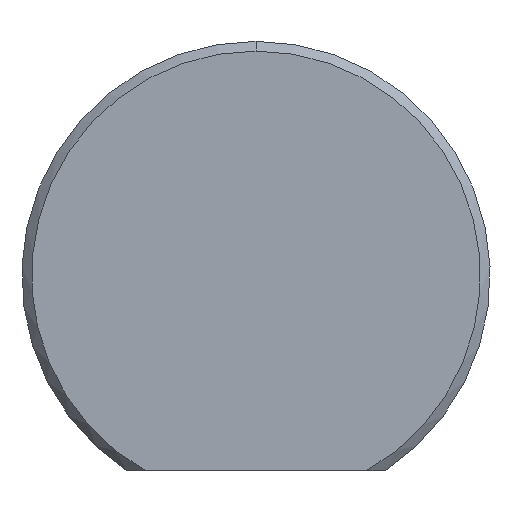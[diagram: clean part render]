
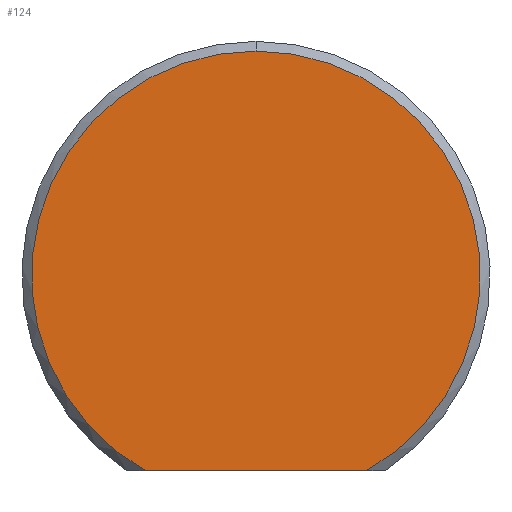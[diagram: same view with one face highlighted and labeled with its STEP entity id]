
A CAD part, front view. The second image highlights one B-rep face of the part: STEP entity #124.
In plain terms, the highlighted planar face has unit normal (0, -1, 0).
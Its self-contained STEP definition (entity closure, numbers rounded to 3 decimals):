
#10 = LINE ( 'NONE', #126, #246 ) ;
#17 = CARTESIAN_POINT ( 'NONE',  ( 0., 0., 0. ) ) ;
#22 = CARTESIAN_POINT ( 'NONE',  ( 0., 0., 0. ) ) ;
#26 = CARTESIAN_POINT ( 'NONE',  ( 0., 0., 2.875 ) ) ;
#30 = CIRCLE ( 'NONE', #194, 2.875 ) ;
#36 = AXIS2_PLACEMENT_3D ( 'NONE', #22, #186, #57 ) ;
#40 = DIRECTION ( 'NONE',  ( 1., 0., 0. ) ) ;
#57 = DIRECTION ( 'NONE',  ( 0., 0., 1. ) ) ;
#66 = EDGE_CURVE ( 'NONE', #259, #237, #10, .T. ) ;
#79 = DIRECTION ( 'NONE',  ( 0., 0., 1. ) ) ;
#82 = CARTESIAN_POINT ( 'NONE',  ( 1.42, 0., -2.5 ) ) ;
#93 = EDGE_CURVE ( 'NONE', #237, #223, #30, .T. ) ;
#95 = ORIENTED_EDGE ( 'NONE', *, *, #93, .T. ) ;
#100 = DIRECTION ( 'NONE',  ( 0., 0., 1. ) ) ;
#110 = EDGE_LOOP ( 'NONE', ( #247, #95, #112 ) ) ;
#112 = ORIENTED_EDGE ( 'NONE', *, *, #123, .T. ) ;
#122 = DIRECTION ( 'NONE',  ( 0., -1., 0. ) ) ;
#123 = EDGE_CURVE ( 'NONE', #223, #259, #180, .T. ) ;
#124 = ADVANCED_FACE ( 'NONE', ( #266 ), #169, .F. ) ;
#126 = CARTESIAN_POINT ( 'NONE',  ( 0., 0., -2.5 ) ) ;
#169 = PLANE ( 'NONE',  #36 ) ;
#180 = CIRCLE ( 'NONE', #233, 2.875 ) ;
#186 = DIRECTION ( 'NONE',  ( 0., 1., 0. ) ) ;
#190 = DIRECTION ( 'NONE',  ( 0., -1., 0. ) ) ;
#194 = AXIS2_PLACEMENT_3D ( 'NONE', #257, #190, #79 ) ;
#223 = VERTEX_POINT ( 'NONE', #26 ) ;
#233 = AXIS2_PLACEMENT_3D ( 'NONE', #17, #122, #100 ) ;
#237 = VERTEX_POINT ( 'NONE', #82 ) ;
#238 = CARTESIAN_POINT ( 'NONE',  ( -1.42, 0., -2.5 ) ) ;
#246 = VECTOR ( 'NONE', #40, 1000. ) ;
#247 = ORIENTED_EDGE ( 'NONE', *, *, #66, .T. ) ;
#257 = CARTESIAN_POINT ( 'NONE',  ( 0., 0., 0. ) ) ;
#259 = VERTEX_POINT ( 'NONE', #238 ) ;
#266 = FACE_OUTER_BOUND ( 'NONE', #110, .T. ) ;
